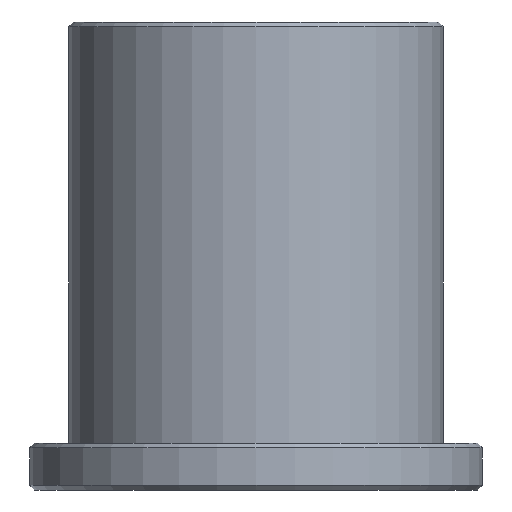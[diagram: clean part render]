
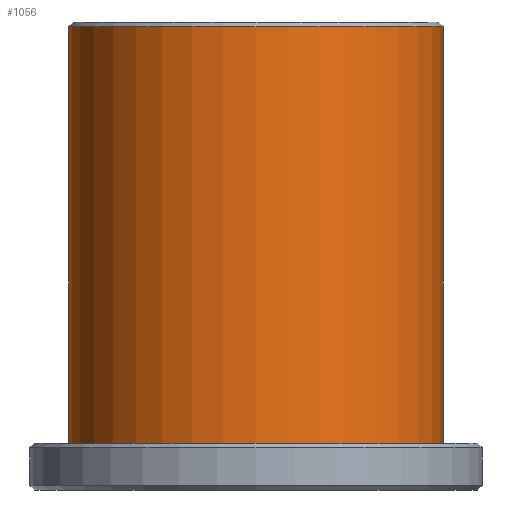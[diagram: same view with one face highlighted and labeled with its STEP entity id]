
A CAD part, front view. The second image highlights one B-rep face of the part: STEP entity #1056.
In plain terms, the highlighted cylindrical face has radius 12 mm (diameter 24 mm), a partial arc.
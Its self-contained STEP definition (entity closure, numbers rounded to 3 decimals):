
#4 = CARTESIAN_POINT ( 'NONE',  ( 12., 0., 29.7 ) ) ;
#71 = LINE ( 'NONE', #1053, #636 ) ;
#86 = VERTEX_POINT ( 'NONE', #425 ) ;
#93 = DIRECTION ( 'NONE',  ( 1., 0., 0. ) ) ;
#98 = DIRECTION ( 'NONE',  ( 0., 0., -1. ) ) ;
#106 = CARTESIAN_POINT ( 'NONE',  ( 0., 0., 29.7 ) ) ;
#136 = ORIENTED_EDGE ( 'NONE', *, *, #298, .T. ) ;
#281 = DIRECTION ( 'NONE',  ( 0., 0., -1. ) ) ;
#298 = EDGE_CURVE ( 'NONE', #473, #86, #1000, .T. ) ;
#343 = CARTESIAN_POINT ( 'NONE',  ( 12., 0., 30. ) ) ;
#376 = CIRCLE ( 'NONE', #395, 12. ) ;
#393 = CARTESIAN_POINT ( 'NONE',  ( 0., 0., 30. ) ) ;
#395 = AXIS2_PLACEMENT_3D ( 'NONE', #1277, #281, #773 ) ;
#425 = CARTESIAN_POINT ( 'NONE',  ( -12., 0., 29.7 ) ) ;
#440 = EDGE_CURVE ( 'NONE', #473, #1118, #892, .T. ) ;
#473 = VERTEX_POINT ( 'NONE', #4 ) ;
#576 = DIRECTION ( 'NONE',  ( 0., 0., -1. ) ) ;
#636 = VECTOR ( 'NONE', #840, 1000. ) ;
#668 = EDGE_CURVE ( 'NONE', #1118, #684, #376, .T. ) ;
#684 = VERTEX_POINT ( 'NONE', #695 ) ;
#691 = CYLINDRICAL_SURFACE ( 'NONE', #1252, 12. ) ;
#695 = CARTESIAN_POINT ( 'NONE',  ( -12., 0., 3. ) ) ;
#756 = CARTESIAN_POINT ( 'NONE',  ( 12., 0., 3. ) ) ;
#773 = DIRECTION ( 'NONE',  ( -1., 0., 0. ) ) ;
#840 = DIRECTION ( 'NONE',  ( 0., 0., -1. ) ) ;
#862 = ORIENTED_EDGE ( 'NONE', *, *, #440, .F. ) ;
#892 = LINE ( 'NONE', #343, #1171 ) ;
#911 = ORIENTED_EDGE ( 'NONE', *, *, #668, .F. ) ;
#959 = FACE_OUTER_BOUND ( 'NONE', #1173, .T. ) ;
#1000 = CIRCLE ( 'NONE', #1030, 12. ) ;
#1025 = ORIENTED_EDGE ( 'NONE', *, *, #1357, .T. ) ;
#1030 = AXIS2_PLACEMENT_3D ( 'NONE', #106, #98, #93 ) ;
#1053 = CARTESIAN_POINT ( 'NONE',  ( -12., 0., 30. ) ) ;
#1056 = ADVANCED_FACE ( 'NONE', ( #959 ), #691, .T. ) ;
#1118 = VERTEX_POINT ( 'NONE', #756 ) ;
#1171 = VECTOR ( 'NONE', #576, 1000. ) ;
#1173 = EDGE_LOOP ( 'NONE', ( #862, #136, #1025, #911 ) ) ;
#1252 = AXIS2_PLACEMENT_3D ( 'NONE', #393, #1275, #1270 ) ;
#1270 = DIRECTION ( 'NONE',  ( -1., 0., 0. ) ) ;
#1275 = DIRECTION ( 'NONE',  ( 0., 0., -1. ) ) ;
#1277 = CARTESIAN_POINT ( 'NONE',  ( 0., 0., 3. ) ) ;
#1357 = EDGE_CURVE ( 'NONE', #86, #684, #71, .T. ) ;
